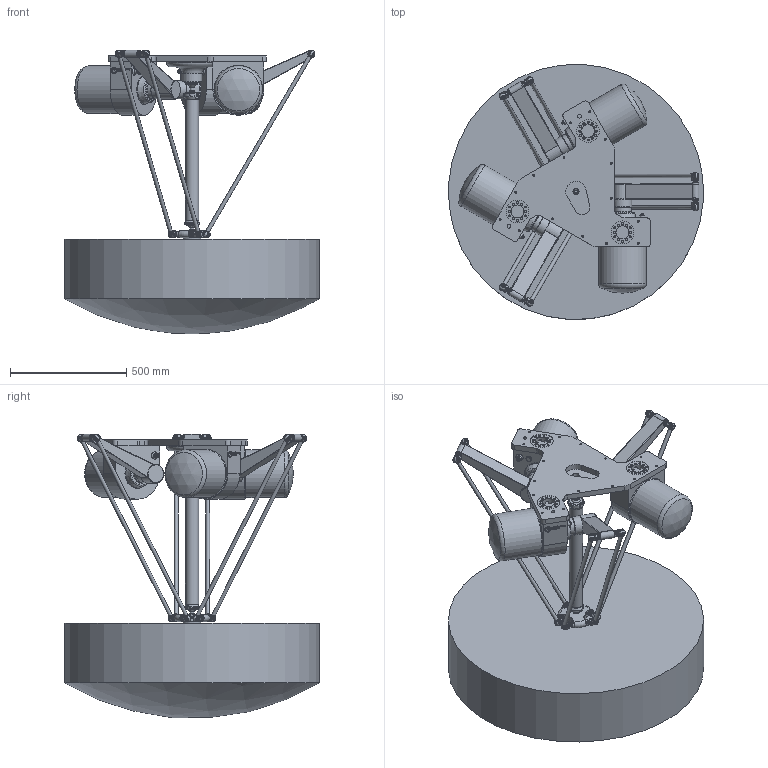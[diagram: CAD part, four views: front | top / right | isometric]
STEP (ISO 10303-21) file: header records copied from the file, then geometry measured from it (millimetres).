
FILE_DESCRIPTION(/* description */ (''),/* implementation_level */ '2;1');
FILE_NAME(/* name */ '3D-model_A_00022-Ti.stp',/* time_stamp */ '2022-05-16T15:23:00+02:00',/* author */ ('michael.schutter'),/* organization */ ('Majatronic'),/* preprocessor_version */ 'ST-DEVELOPER v16.5',/* originating_system */ 'Autodesk Inventor 2017',/* authorisation */ '');
FILE_SCHEMA (('AUTOMOTIVE_DESIGN { 1 0 10303 214 3 1 1 }'));
Length unit declared in the file: millimetre
Products named in the file (11): MT_BGR00021316MT_BGR; MT_WST00060721MT_WST; MT_WST00064709MT_WST; MT_WST00064929MT_WST; MT_WST00067236MT_WST; MT_WST00111583; MT_WST00111989; MT_WST00111990; MT_BGR00105420 Dummy Roboterbasis; MT_WST00067238MT_WST; MT_WST00064703MT_WST
Assembly tree (24 placements, depth 3):
  MT_BGR00021316MT_BGR
    MT_WST00064709MT_WST  x6
    MT_WST00060721MT_WST  x6
    MT_WST00064929MT_WST  x3
    MT_WST00067236MT_WST
    MT_WST00111583
    MT_WST00111989
    MT_WST00111990
    MT_BGR00105420 Dummy Roboterbasis
      MT_WST00067238MT_WST
      MT_WST00064703MT_WST  x3
Bounding box: 1098.12 x 1098.12 x 1221.71 mm (x, y, z)
Volume: 365238599.4 mm3; surface area: 5439582.4 mm2
Topology: 23 solids, 50 shells, 2309 faces, 5642 edges, 3621 vertices
Faces by surface type: plane 860, cylinder 703, torus 324, bspline 280, cone 115, sphere 27
Full cylindrical faces by diameter (mm): 4 x4, 4.917 x4, 6 x13, 8 x24, 8.376 x33, 9 x18, 10 x19, 11 x12, 13 x2, 14 x6, 16 x26, 17 x8, 20 x6, 22 x36, 24 x4, 25 x1, 26 x7, 27 x6, 28 x6, 44.8 x1, 46 x1, 50 x2, 51.3 x1, 56 x3, 57 x2, 69 x3, 75 x6, 76 x1, 79 x6, 85 x1
Entity records: 31186 total; most frequent: CARTESIAN_POINT 9303, DIRECTION 4515, ORIENTED_EDGE 3930, EDGE_CURVE 1965, AXIS2_PLACEMENT_3D 1845, EDGE_LOOP 1432, VERTEX_POINT 1423, ADVANCED_FACE 945
